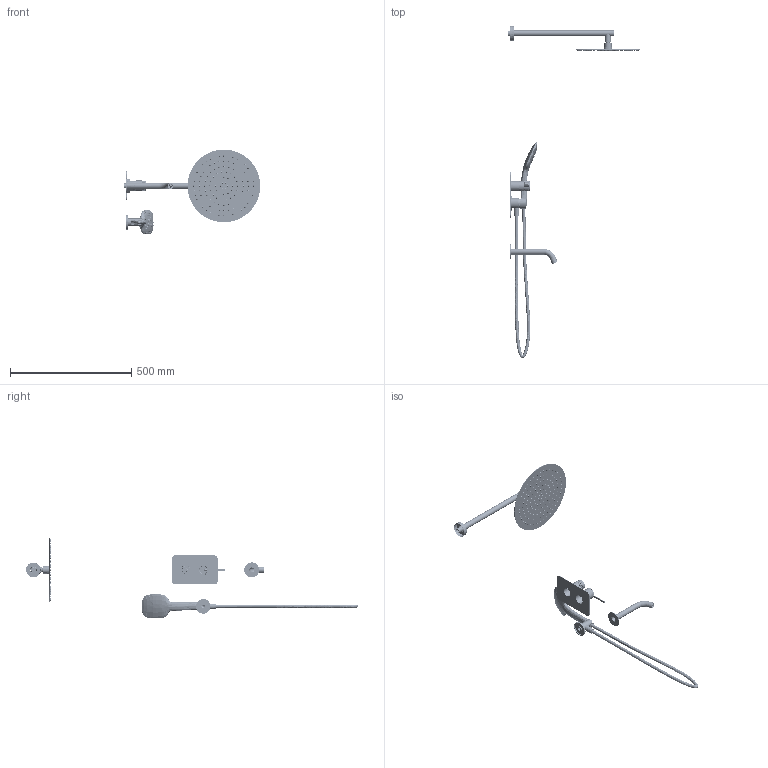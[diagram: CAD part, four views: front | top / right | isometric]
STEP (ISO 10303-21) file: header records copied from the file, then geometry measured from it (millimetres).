
FILE_DESCRIPTION (( 'STEP AP203' ), '1' );
FILE_NAME ('84CP13011.STEP', '2025-12-02T09:16:41', ( '' ), ( '' ), 'SwSTEP 2.0', 'SolidWorks 2021', '' );
FILE_SCHEMA (( 'CONFIG_CONTROL_DESIGN' ));
Products named in the file (1): 84CP13011
Bounding box: 562.75 x 1367.8 x 349.98 mm (x, y, z)
Surface area: 798787.1 mm2 (no closed solid volume)
Topology: 0 solids, 34 shells, 9240 faces, 25459 edges, 16934 vertices
Faces by surface type: plane 3188, bspline 2847, cylinder 2623, cone 555, torus 24, sphere 3
Full cylindrical faces by diameter (mm): 1.2 x132, 1.7 x2, 2 x1, 2.3 x1, 3.1 x50, 3.3 x1, 3.6 x50, 4 x265, 4.2 x1, 4.4 x50, 4.5 x5, 5 x1, 5.5 x1, 5.8 x132, 6.2 x1, 7 x1, 7.9 x1, 8 x1, 10.5 x1, 10.7 x1, 12.7 x1, 13.4 x1, 14 x2, 15 x2, 16.182 x1, 16.45 x2, 16.5 x1, 17 x2, 17.75 x1, 18 x3
Entity records: 567216 total; most frequent: CARTESIAN_POINT 372220, ORIENTED_EDGE 44906, DIRECTION 29897, EDGE_CURVE 22455, VERTEX_POINT 16014, EDGE_LOOP 12937, AXIS2_PLACEMENT_3D 12322, FACE_OUTER_BOUND 10762
